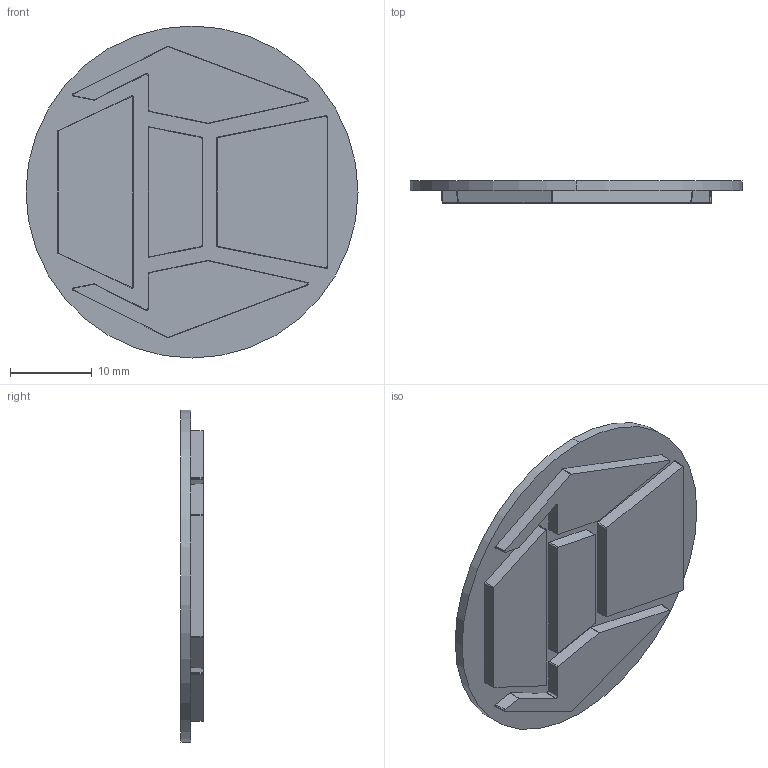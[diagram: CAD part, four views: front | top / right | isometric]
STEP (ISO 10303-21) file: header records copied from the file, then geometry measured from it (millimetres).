
FILE_DESCRIPTION (( 'STEP AP214' ), '1' );
FILE_NAME ('Chest_Middle_cover_glass.STEP', '2017-08-15T07:53:21', ( '' ), ( '' ), 'SwSTEP 2.0', 'SolidWorks 2016', '' );
FILE_SCHEMA (( 'AUTOMOTIVE_DESIGN' ));
Length unit declared in the file: millimetre
Products named in the file (1): Chest_Middle_cover_glass
Bounding box: 40.5 x 2.7 x 40.5 mm (x, y, z)
Volume: 2637.1 mm3; surface area: 3151.1 mm2
Topology: 1 solids, 1 shells, 70 faces, 189 edges, 126 vertices
Faces by surface type: cylinder 37, plane 33
Entity records: 2191 total; most frequent: CARTESIAN_POINT 596, ORIENTED_EDGE 378, DIRECTION 265, EDGE_CURVE 189, VERTEX_POINT 126, LINE 115, VECTOR 115, AXIS2_PLACEMENT_3D 75
